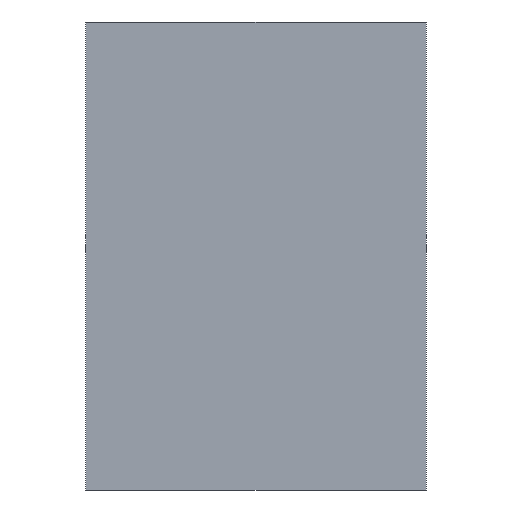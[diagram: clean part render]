
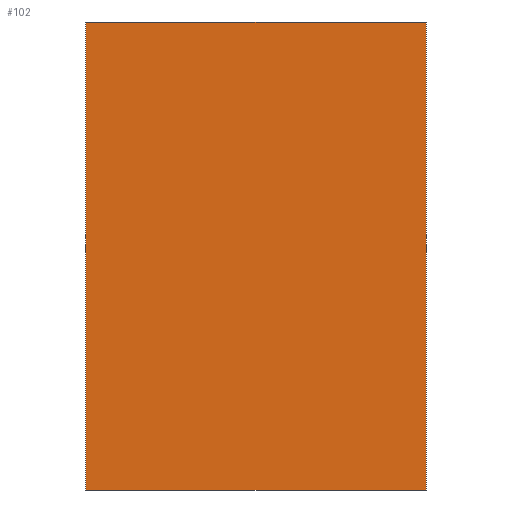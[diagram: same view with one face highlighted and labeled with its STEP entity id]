
A CAD part, front view. The second image highlights one B-rep face of the part: STEP entity #102.
In plain terms, the highlighted planar face has unit normal (0, -1, 0).
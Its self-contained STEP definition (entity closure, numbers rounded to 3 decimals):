
#16=FACE_OUTER_BOUND('',#22,.T.);
#22=EDGE_LOOP('',(#75,#76,#77,#78));
#27=LINE('',#157,#39);
#31=LINE('',#165,#43);
#32=LINE('',#167,#44);
#33=LINE('',#168,#45);
#39=VECTOR('',#131,10.);
#43=VECTOR('',#137,10.);
#44=VECTOR('',#138,1000.);
#45=VECTOR('',#139,1000.);
#51=VERTEX_POINT('',#155);
#52=VERTEX_POINT('',#156);
#55=VERTEX_POINT('',#164);
#56=VERTEX_POINT('',#166);
#59=EDGE_CURVE('',#51,#52,#27,.T.);
#63=EDGE_CURVE('',#52,#55,#31,.T.);
#64=EDGE_CURVE('',#56,#55,#32,.T.);
#65=EDGE_CURVE('',#51,#56,#33,.T.);
#75=ORIENTED_EDGE('',*,*,#59,.T.);
#76=ORIENTED_EDGE('',*,*,#63,.T.);
#77=ORIENTED_EDGE('',*,*,#64,.F.);
#78=ORIENTED_EDGE('',*,*,#65,.F.);
#96=PLANE('',#122);
#102=ADVANCED_FACE('',(#16),#96,.T.);
#122=AXIS2_PLACEMENT_3D('',#163,#135,#136);
#131=DIRECTION('',(1.,0.,0.));
#135=DIRECTION('center_axis',(0.,-1.,0.));
#136=DIRECTION('ref_axis',(0.,0.,-1.));
#137=DIRECTION('',(0.,0.,1.));
#138=DIRECTION('',(1.,0.,0.));
#139=DIRECTION('',(0.,0.,1.));
#155=CARTESIAN_POINT('',(-0.5,-0.59,-70.5));
#156=CARTESIAN_POINT('',(54.5,-0.59,-70.5));
#157=CARTESIAN_POINT('',(-0.5,-0.59,-70.5));
#163=CARTESIAN_POINT('Origin',(-0.5,-0.59,0.));
#164=CARTESIAN_POINT('',(54.5,-0.59,5.2));
#165=CARTESIAN_POINT('',(54.5,-0.59,0.));
#166=CARTESIAN_POINT('',(-0.5,-0.59,5.2));
#167=CARTESIAN_POINT('',(54.5,-0.59,5.2));
#168=CARTESIAN_POINT('',(-0.5,-0.59,0.));
